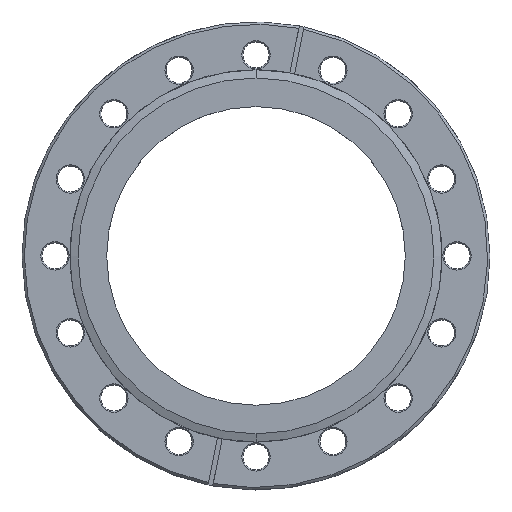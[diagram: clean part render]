
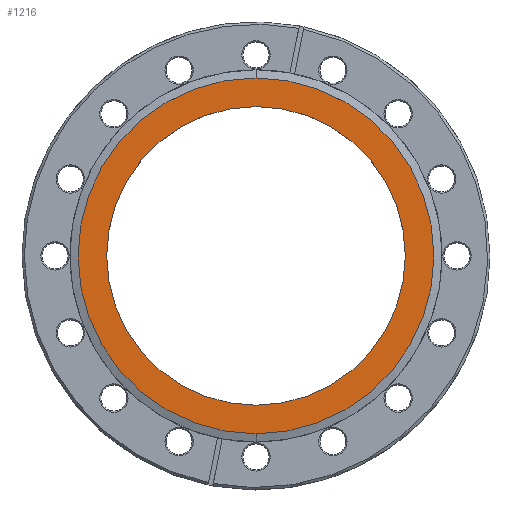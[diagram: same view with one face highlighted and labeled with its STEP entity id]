
A CAD part, top view. The second image highlights one B-rep face of the part: STEP entity #1216.
In plain terms, the highlighted planar face has unit normal (0, 0, 1).
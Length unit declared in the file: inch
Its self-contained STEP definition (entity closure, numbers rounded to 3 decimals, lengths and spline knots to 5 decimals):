
#60 = ORIENTED_EDGE ( 'NONE', *, *, #3678, .F. ) ;
#75 = CIRCLE ( 'NONE', #3443, 2.27 ) ;
#566 = AXIS2_PLACEMENT_3D ( 'NONE', #749, #3886, #3191 ) ;
#727 = CARTESIAN_POINT ( 'NONE',  ( 0., 0., -0.05 ) ) ;
#749 = CARTESIAN_POINT ( 'NONE',  ( 0., 0., -0.05 ) ) ;
#851 = CARTESIAN_POINT ( 'NONE',  ( -1.905, 0., -0.05 ) ) ;
#884 = CARTESIAN_POINT ( 'NONE',  ( 0., -2.27, -0.05 ) ) ;
#898 = EDGE_LOOP ( 'NONE', ( #2259, #60 ) ) ;
#908 = DIRECTION ( 'NONE',  ( 0., 0., 1. ) ) ;
#1024 = VERTEX_POINT ( 'NONE', #2473 ) ;
#1037 = DIRECTION ( 'NONE',  ( 0., 1., 0. ) ) ;
#1105 = DIRECTION ( 'NONE',  ( 0., 1., 0. ) ) ;
#1140 = DIRECTION ( 'NONE',  ( 1., 0., 0. ) ) ;
#1216 = ADVANCED_FACE ( 'NONE', ( #1303, #3821 ), #3685, .T. ) ;
#1303 = FACE_BOUND ( 'NONE', #898, .T. ) ;
#1306 = EDGE_CURVE ( 'NONE', #3622, #1552, #2791, .T. ) ;
#1333 = VERTEX_POINT ( 'NONE', #884 ) ;
#1435 = CARTESIAN_POINT ( 'NONE',  ( 0., 0., -0.05 ) ) ;
#1552 = VERTEX_POINT ( 'NONE', #851 ) ;
#1574 = ORIENTED_EDGE ( 'NONE', *, *, #1991, .T. ) ;
#1691 = EDGE_CURVE ( 'NONE', #1024, #1333, #3220, .T. ) ;
#1704 = ORIENTED_EDGE ( 'NONE', *, *, #1691, .T. ) ;
#1991 = EDGE_CURVE ( 'NONE', #1333, #1024, #75, .T. ) ;
#2173 = CARTESIAN_POINT ( 'NONE',  ( 1.905, 0., -0.05 ) ) ;
#2259 = ORIENTED_EDGE ( 'NONE', *, *, #1306, .F. ) ;
#2322 = DIRECTION ( 'NONE',  ( 0., 0., 1. ) ) ;
#2473 = CARTESIAN_POINT ( 'NONE',  ( 0., 2.27, -0.05 ) ) ;
#2561 = DIRECTION ( 'NONE',  ( 1., 0., 0. ) ) ;
#2615 = CIRCLE ( 'NONE', #566, 1.905 ) ;
#2779 = AXIS2_PLACEMENT_3D ( 'NONE', #1435, #2939, #1140 ) ;
#2791 = CIRCLE ( 'NONE', #2779, 1.905 ) ;
#2939 = DIRECTION ( 'NONE',  ( 0., 0., 1. ) ) ;
#2970 = EDGE_LOOP ( 'NONE', ( #1704, #1574 ) ) ;
#3191 = DIRECTION ( 'NONE',  ( 1., 0., 0. ) ) ;
#3220 = CIRCLE ( 'NONE', #3325, 2.27 ) ;
#3325 = AXIS2_PLACEMENT_3D ( 'NONE', #3393, #2322, #1105 ) ;
#3391 = DIRECTION ( 'NONE',  ( 0., 0., 1. ) ) ;
#3393 = CARTESIAN_POINT ( 'NONE',  ( 0., 0., -0.05 ) ) ;
#3420 = AXIS2_PLACEMENT_3D ( 'NONE', #727, #3391, #2561 ) ;
#3443 = AXIS2_PLACEMENT_3D ( 'NONE', #3820, #908, #1037 ) ;
#3622 = VERTEX_POINT ( 'NONE', #2173 ) ;
#3678 = EDGE_CURVE ( 'NONE', #1552, #3622, #2615, .T. ) ;
#3685 = PLANE ( 'NONE',  #3420 ) ;
#3820 = CARTESIAN_POINT ( 'NONE',  ( 0., 0., -0.05 ) ) ;
#3821 = FACE_OUTER_BOUND ( 'NONE', #2970, .T. ) ;
#3886 = DIRECTION ( 'NONE',  ( 0., 0., 1. ) ) ;
